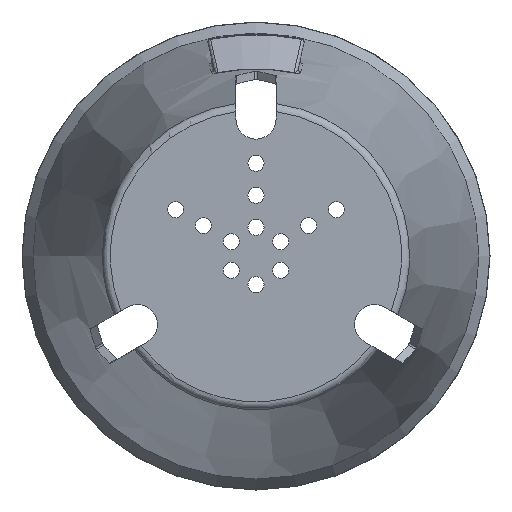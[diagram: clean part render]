
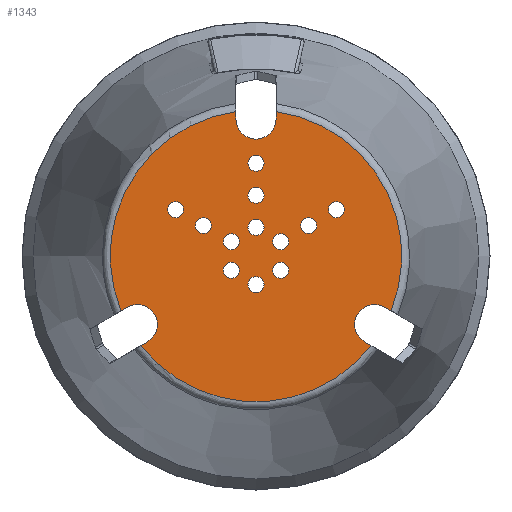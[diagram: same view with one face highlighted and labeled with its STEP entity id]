
A CAD part, front view. The second image highlights one B-rep face of the part: STEP entity #1343.
In plain terms, the highlighted planar face has unit normal (0, -1, 0).
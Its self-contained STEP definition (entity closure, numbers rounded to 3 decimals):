
#116=LINE('',#2373,#177);
#119=LINE('',#2400,#180);
#124=LINE('',#2416,#185);
#125=LINE('',#2420,#186);
#126=LINE('',#2424,#187);
#127=LINE('',#2428,#188);
#177=VECTOR('',#1751,10.);
#180=VECTOR('',#1758,10.);
#185=VECTOR('',#1779,10.);
#186=VECTOR('',#1782,10.);
#187=VECTOR('',#1785,10.);
#188=VECTOR('',#1788,10.);
#251=FACE_BOUND('',#402,.T.);
#252=FACE_BOUND('',#403,.T.);
#253=FACE_BOUND('',#404,.T.);
#254=FACE_BOUND('',#405,.T.);
#255=FACE_BOUND('',#406,.T.);
#256=FACE_BOUND('',#407,.T.);
#257=FACE_BOUND('',#408,.T.);
#258=FACE_BOUND('',#409,.T.);
#259=FACE_BOUND('',#410,.T.);
#260=FACE_BOUND('',#411,.T.);
#261=FACE_BOUND('',#412,.T.);
#262=FACE_BOUND('',#413,.T.);
#281=PLANE('',#1493);
#323=FACE_OUTER_BOUND('',#401,.T.);
#401=EDGE_LOOP('',(#1071,#1072,#1073,#1074,#1075,#1076,#1077,#1078,#1079,
#1080,#1081,#1082));
#402=EDGE_LOOP('',(#1083));
#403=EDGE_LOOP('',(#1084));
#404=EDGE_LOOP('',(#1085));
#405=EDGE_LOOP('',(#1086));
#406=EDGE_LOOP('',(#1087));
#407=EDGE_LOOP('',(#1088));
#408=EDGE_LOOP('',(#1089));
#409=EDGE_LOOP('',(#1090));
#410=EDGE_LOOP('',(#1091));
#411=EDGE_LOOP('',(#1092));
#412=EDGE_LOOP('',(#1093));
#413=EDGE_LOOP('',(#1094));
#494=CIRCLE('',#1448,1.);
#496=CIRCLE('',#1451,1.);
#498=CIRCLE('',#1454,1.);
#500=CIRCLE('',#1457,1.);
#502=CIRCLE('',#1460,1.);
#504=CIRCLE('',#1463,1.);
#506=CIRCLE('',#1466,1.);
#508=CIRCLE('',#1469,1.);
#510=CIRCLE('',#1472,1.);
#512=CIRCLE('',#1475,1.);
#514=CIRCLE('',#1478,1.);
#516=CIRCLE('',#1481,1.);
#519=CIRCLE('',#1492,2.5);
#520=CIRCLE('',#1494,18.162);
#521=CIRCLE('',#1495,2.5);
#522=CIRCLE('',#1496,18.162);
#523=CIRCLE('',#1497,2.5);
#524=CIRCLE('',#1498,18.162);
#622=VERTEX_POINT('',#2293);
#624=VERTEX_POINT('',#2299);
#626=VERTEX_POINT('',#2305);
#628=VERTEX_POINT('',#2311);
#630=VERTEX_POINT('',#2317);
#632=VERTEX_POINT('',#2323);
#634=VERTEX_POINT('',#2329);
#636=VERTEX_POINT('',#2335);
#638=VERTEX_POINT('',#2341);
#640=VERTEX_POINT('',#2347);
#642=VERTEX_POINT('',#2353);
#644=VERTEX_POINT('',#2359);
#647=VERTEX_POINT('',#2370);
#648=VERTEX_POINT('',#2372);
#649=VERTEX_POINT('',#2388);
#650=VERTEX_POINT('',#2399);
#652=VERTEX_POINT('',#2413);
#653=VERTEX_POINT('',#2415);
#654=VERTEX_POINT('',#2417);
#655=VERTEX_POINT('',#2419);
#656=VERTEX_POINT('',#2421);
#657=VERTEX_POINT('',#2423);
#658=VERTEX_POINT('',#2425);
#659=VERTEX_POINT('',#2427);
#760=EDGE_CURVE('',#622,#622,#494,.T.);
#763=EDGE_CURVE('',#624,#624,#496,.T.);
#766=EDGE_CURVE('',#626,#626,#498,.T.);
#769=EDGE_CURVE('',#628,#628,#500,.T.);
#772=EDGE_CURVE('',#630,#630,#502,.T.);
#775=EDGE_CURVE('',#632,#632,#504,.T.);
#778=EDGE_CURVE('',#634,#634,#506,.T.);
#781=EDGE_CURVE('',#636,#636,#508,.T.);
#784=EDGE_CURVE('',#638,#638,#510,.T.);
#787=EDGE_CURVE('',#640,#640,#512,.T.);
#790=EDGE_CURVE('',#642,#642,#514,.T.);
#793=EDGE_CURVE('',#644,#644,#516,.T.);
#800=EDGE_CURVE('',#647,#648,#116,.T.);
#805=EDGE_CURVE('',#649,#650,#119,.T.);
#811=EDGE_CURVE('',#650,#647,#519,.T.);
#812=EDGE_CURVE('',#652,#649,#520,.T.);
#813=EDGE_CURVE('',#653,#652,#124,.T.);
#814=EDGE_CURVE('',#654,#653,#521,.T.);
#815=EDGE_CURVE('',#655,#654,#125,.T.);
#816=EDGE_CURVE('',#656,#655,#522,.T.);
#817=EDGE_CURVE('',#656,#657,#126,.T.);
#818=EDGE_CURVE('',#657,#658,#523,.T.);
#819=EDGE_CURVE('',#658,#659,#127,.T.);
#820=EDGE_CURVE('',#648,#659,#524,.T.);
#1071=ORIENTED_EDGE('',*,*,#800,.F.);
#1072=ORIENTED_EDGE('',*,*,#811,.F.);
#1073=ORIENTED_EDGE('',*,*,#805,.F.);
#1074=ORIENTED_EDGE('',*,*,#812,.F.);
#1075=ORIENTED_EDGE('',*,*,#813,.F.);
#1076=ORIENTED_EDGE('',*,*,#814,.F.);
#1077=ORIENTED_EDGE('',*,*,#815,.F.);
#1078=ORIENTED_EDGE('',*,*,#816,.F.);
#1079=ORIENTED_EDGE('',*,*,#817,.T.);
#1080=ORIENTED_EDGE('',*,*,#818,.T.);
#1081=ORIENTED_EDGE('',*,*,#819,.T.);
#1082=ORIENTED_EDGE('',*,*,#820,.F.);
#1083=ORIENTED_EDGE('',*,*,#760,.T.);
#1084=ORIENTED_EDGE('',*,*,#763,.T.);
#1085=ORIENTED_EDGE('',*,*,#766,.T.);
#1086=ORIENTED_EDGE('',*,*,#769,.T.);
#1087=ORIENTED_EDGE('',*,*,#772,.T.);
#1088=ORIENTED_EDGE('',*,*,#775,.T.);
#1089=ORIENTED_EDGE('',*,*,#778,.T.);
#1090=ORIENTED_EDGE('',*,*,#781,.T.);
#1091=ORIENTED_EDGE('',*,*,#784,.T.);
#1092=ORIENTED_EDGE('',*,*,#787,.T.);
#1093=ORIENTED_EDGE('',*,*,#790,.T.);
#1094=ORIENTED_EDGE('',*,*,#793,.T.);
#1343=ADVANCED_FACE('',(#323,#251,#252,#253,#254,#255,#256,#257,#258,#259,
#260,#261,#262),#281,.T.);
#1448=AXIS2_PLACEMENT_3D('',#2294,#1661,#1662);
#1451=AXIS2_PLACEMENT_3D('',#2300,#1668,#1669);
#1454=AXIS2_PLACEMENT_3D('',#2306,#1675,#1676);
#1457=AXIS2_PLACEMENT_3D('',#2312,#1682,#1683);
#1460=AXIS2_PLACEMENT_3D('',#2318,#1689,#1690);
#1463=AXIS2_PLACEMENT_3D('',#2324,#1696,#1697);
#1466=AXIS2_PLACEMENT_3D('',#2330,#1703,#1704);
#1469=AXIS2_PLACEMENT_3D('',#2336,#1710,#1711);
#1472=AXIS2_PLACEMENT_3D('',#2342,#1717,#1718);
#1475=AXIS2_PLACEMENT_3D('',#2348,#1724,#1725);
#1478=AXIS2_PLACEMENT_3D('',#2354,#1731,#1732);
#1481=AXIS2_PLACEMENT_3D('',#2360,#1738,#1739);
#1492=AXIS2_PLACEMENT_3D('',#2411,#1773,#1774);
#1493=AXIS2_PLACEMENT_3D('',#2412,#1775,#1776);
#1494=AXIS2_PLACEMENT_3D('',#2414,#1777,#1778);
#1495=AXIS2_PLACEMENT_3D('',#2418,#1780,#1781);
#1496=AXIS2_PLACEMENT_3D('',#2422,#1783,#1784);
#1497=AXIS2_PLACEMENT_3D('',#2426,#1786,#1787);
#1498=AXIS2_PLACEMENT_3D('',#2429,#1789,#1790);
#1661=DIRECTION('center_axis',(0.,1.,0.));
#1662=DIRECTION('ref_axis',(0.5,0.,-0.866));
#1668=DIRECTION('center_axis',(0.,1.,0.));
#1669=DIRECTION('ref_axis',(0.5,0.,-0.866));
#1675=DIRECTION('center_axis',(0.,1.,0.));
#1676=DIRECTION('ref_axis',(0.5,0.,0.866));
#1682=DIRECTION('center_axis',(0.,1.,0.));
#1683=DIRECTION('ref_axis',(0.5,0.,0.866));
#1689=DIRECTION('center_axis',(0.,1.,0.));
#1690=DIRECTION('ref_axis',(1.,0.,0.));
#1696=DIRECTION('center_axis',(0.,1.,0.));
#1697=DIRECTION('ref_axis',(1.,0.,0.));
#1703=DIRECTION('center_axis',(0.,1.,0.));
#1704=DIRECTION('ref_axis',(0.5,0.,0.866));
#1710=DIRECTION('center_axis',(0.,1.,0.));
#1711=DIRECTION('ref_axis',(-0.5,0.,0.866));
#1717=DIRECTION('center_axis',(0.,1.,0.));
#1718=DIRECTION('ref_axis',(-1.,0.,0.));
#1724=DIRECTION('center_axis',(0.,1.,0.));
#1725=DIRECTION('ref_axis',(-0.5,0.,-0.866));
#1731=DIRECTION('center_axis',(0.,1.,0.));
#1732=DIRECTION('ref_axis',(0.5,0.,-0.866));
#1738=DIRECTION('center_axis',(0.,1.,0.));
#1739=DIRECTION('ref_axis',(1.,0.,0.));
#1751=DIRECTION('',(-0.866,0.,-0.5));
#1758=DIRECTION('',(0.866,0.,0.5));
#1773=DIRECTION('center_axis',(0.,-1.,0.));
#1774=DIRECTION('ref_axis',(-0.5,0.,0.866));
#1775=DIRECTION('center_axis',(0.,-1.,0.));
#1776=DIRECTION('ref_axis',(0.,0.,-1.));
#1777=DIRECTION('center_axis',(0.,1.,0.));
#1778=DIRECTION('ref_axis',(-1.,0.,0.));
#1779=DIRECTION('',(0.866,0.,-0.5));
#1780=DIRECTION('center_axis',(0.,-1.,0.));
#1781=DIRECTION('ref_axis',(-0.5,0.,-0.866));
#1782=DIRECTION('',(-0.866,0.,0.5));
#1783=DIRECTION('center_axis',(0.,1.,0.));
#1784=DIRECTION('ref_axis',(-1.,0.,0.));
#1785=DIRECTION('',(0.,0.,-1.));
#1786=DIRECTION('center_axis',(0.,1.,0.));
#1787=DIRECTION('ref_axis',(1.,0.,0.));
#1788=DIRECTION('',(0.,0.,1.));
#1789=DIRECTION('center_axis',(0.,1.,0.));
#1790=DIRECTION('ref_axis',(-1.,0.,0.));
#2293=CARTESIAN_POINT('',(9.515,0.,6.648));
#2294=CARTESIAN_POINT('Origin',(10.015,0.,5.782));
#2299=CARTESIAN_POINT('',(6.05,0.,4.648));
#2300=CARTESIAN_POINT('Origin',(6.55,0.,3.782));
#2305=CARTESIAN_POINT('',(-10.515,0.,4.916));
#2306=CARTESIAN_POINT('Origin',(-10.015,0.,5.782));
#2311=CARTESIAN_POINT('',(-7.05,0.,2.916));
#2312=CARTESIAN_POINT('Origin',(-6.55,0.,3.782));
#2317=CARTESIAN_POINT('',(-1.,0.,11.564));
#2318=CARTESIAN_POINT('Origin',(0.,0.,11.564));
#2323=CARTESIAN_POINT('',(-1.,0.,7.564));
#2324=CARTESIAN_POINT('Origin',(0.,0.,7.564));
#2329=CARTESIAN_POINT('',(-3.586,0.,0.916));
#2330=CARTESIAN_POINT('Origin',(-3.086,0.,1.782));
#2335=CARTESIAN_POINT('',(-2.586,0.,-2.648));
#2336=CARTESIAN_POINT('Origin',(-3.086,0.,-1.782));
#2341=CARTESIAN_POINT('',(1.,0.,-3.564));
#2342=CARTESIAN_POINT('Origin',(0.,0.,-3.564));
#2347=CARTESIAN_POINT('',(3.586,0.,-0.916));
#2348=CARTESIAN_POINT('Origin',(3.086,0.,-1.782));
#2353=CARTESIAN_POINT('',(2.586,0.,2.648));
#2354=CARTESIAN_POINT('Origin',(3.086,0.,1.782));
#2359=CARTESIAN_POINT('',(-1.,0.,3.564));
#2360=CARTESIAN_POINT('Origin',(0.,0.,3.564));
#2370=CARTESIAN_POINT('',(-16.028,0.,-6.367));
#2372=CARTESIAN_POINT('',(-16.829,0.,-6.83));
#2373=CARTESIAN_POINT('',(-11.237,0.,-3.601));
#2388=CARTESIAN_POINT('',(-14.329,0.,-11.16));
#2399=CARTESIAN_POINT('',(-13.528,0.,-10.697));
#2400=CARTESIAN_POINT('',(-6.139,0.,-6.431));
#2411=CARTESIAN_POINT('Origin',(-14.778,0.,-8.532));
#2412=CARTESIAN_POINT('Origin',(0.,0.,0.));
#2413=CARTESIAN_POINT('',(14.329,0.,-11.16));
#2414=CARTESIAN_POINT('Origin',(0.,0.,0.));
#2415=CARTESIAN_POINT('',(13.528,0.,-10.697));
#2416=CARTESIAN_POINT('',(8.737,0.,-7.931));
#2417=CARTESIAN_POINT('',(16.028,0.,-6.367));
#2418=CARTESIAN_POINT('Origin',(14.778,0.,-8.532));
#2419=CARTESIAN_POINT('',(16.829,0.,-6.83));
#2420=CARTESIAN_POINT('',(8.639,0.,-2.101));
#2421=CARTESIAN_POINT('',(2.5,0.,17.989));
#2422=CARTESIAN_POINT('Origin',(0.,0.,0.));
#2423=CARTESIAN_POINT('',(2.5,0.,17.064));
#2424=CARTESIAN_POINT('',(2.5,0.,11.532));
#2425=CARTESIAN_POINT('',(-2.5,0.,17.064));
#2426=CARTESIAN_POINT('Origin',(0.,0.,17.064));
#2427=CARTESIAN_POINT('',(-2.5,0.,17.989));
#2428=CARTESIAN_POINT('',(-2.5,0.,8.532));
#2429=CARTESIAN_POINT('Origin',(0.,0.,0.));
